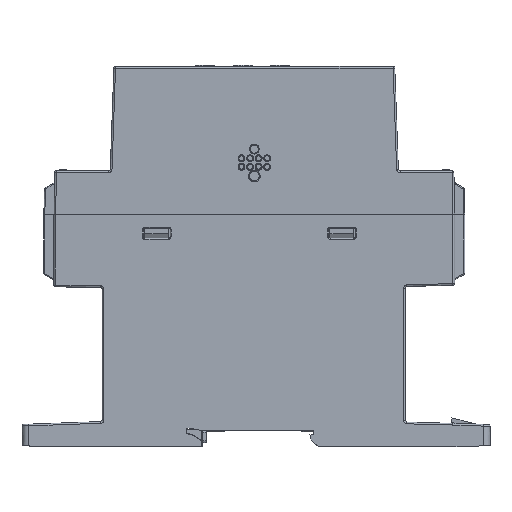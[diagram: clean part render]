
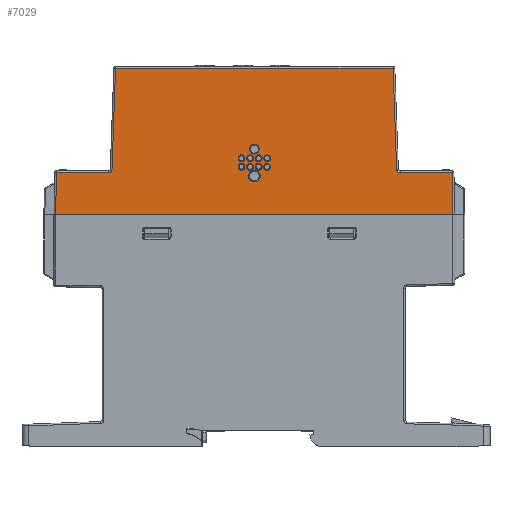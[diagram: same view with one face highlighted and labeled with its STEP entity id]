
A CAD part, left-side view. The second image highlights one B-rep face of the part: STEP entity #7029.
In plain terms, the highlighted planar face has unit normal (-1, 0, 0).
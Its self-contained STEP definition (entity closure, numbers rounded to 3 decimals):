
#911=FACE_BOUND('',#13542,.T.);
#912=FACE_BOUND('',#13543,.T.);
#913=FACE_BOUND('',#13544,.T.);
#914=FACE_BOUND('',#13545,.T.);
#915=FACE_BOUND('',#13546,.T.);
#916=FACE_BOUND('',#13547,.T.);
#917=FACE_BOUND('',#13548,.T.);
#918=FACE_BOUND('',#13549,.T.);
#919=FACE_BOUND('',#13550,.T.);
#920=FACE_BOUND('',#13551,.T.);
#921=FACE_BOUND('',#13552,.T.);
#7029=ADVANCED_FACE('',(#911,#912,#913,#914,#915,#916,#917,#918,#919,#920,
#921),#8329,.T.);
#8329=PLANE('',#62093);
#13542=EDGE_LOOP('',(#29560));
#13543=EDGE_LOOP('',(#29561));
#13544=EDGE_LOOP('',(#29562));
#13545=EDGE_LOOP('',(#29563));
#13546=EDGE_LOOP('',(#29564));
#13547=EDGE_LOOP('',(#29565));
#13548=EDGE_LOOP('',(#29566));
#13549=EDGE_LOOP('',(#29567));
#13550=EDGE_LOOP('',(#29568));
#13551=EDGE_LOOP('',(#29569));
#13552=EDGE_LOOP('',(#29570,#29571,#29572,#29573,#29574,#29575,#29576,#29577,
#29578,#29579));
#15781=CIRCLE('',#61183,1.);
#16051=CIRCLE('',#61919,1.48);
#16052=CIRCLE('',#61921,1.029);
#16053=CIRCLE('',#61923,1.029);
#16054=CIRCLE('',#61925,1.029);
#16055=CIRCLE('',#61927,1.028);
#16056=CIRCLE('',#61929,1.028);
#16057=CIRCLE('',#61931,1.727);
#16058=CIRCLE('',#61933,1.028);
#16059=CIRCLE('',#61935,1.028);
#16060=CIRCLE('',#61937,1.029);
#16109=CIRCLE('',#62085,1.);
#29560=ORIENTED_EDGE('',*,*,#45677,.T.);
#29561=ORIENTED_EDGE('',*,*,#45676,.T.);
#29562=ORIENTED_EDGE('',*,*,#45675,.T.);
#29563=ORIENTED_EDGE('',*,*,#45674,.T.);
#29564=ORIENTED_EDGE('',*,*,#45673,.T.);
#29565=ORIENTED_EDGE('',*,*,#45672,.T.);
#29566=ORIENTED_EDGE('',*,*,#45671,.T.);
#29567=ORIENTED_EDGE('',*,*,#45670,.T.);
#29568=ORIENTED_EDGE('',*,*,#45669,.T.);
#29569=ORIENTED_EDGE('',*,*,#45668,.T.);
#29570=ORIENTED_EDGE('',*,*,#44159,.T.);
#29571=ORIENTED_EDGE('',*,*,#44368,.T.);
#29572=ORIENTED_EDGE('',*,*,#45993,.T.);
#29573=ORIENTED_EDGE('',*,*,#45986,.T.);
#29574=ORIENTED_EDGE('',*,*,#45908,.T.);
#29575=ORIENTED_EDGE('',*,*,#44347,.T.);
#29576=ORIENTED_EDGE('',*,*,#44372,.T.);
#29577=ORIENTED_EDGE('',*,*,#44374,.T.);
#29578=ORIENTED_EDGE('',*,*,#44377,.T.);
#29579=ORIENTED_EDGE('',*,*,#44381,.T.);
#35888=VERTEX_POINT('',#97791);
#35889=VERTEX_POINT('',#97793);
#36034=VERTEX_POINT('',#98271);
#36035=VERTEX_POINT('',#98274);
#36055=VERTEX_POINT('',#98325);
#36057=VERTEX_POINT('',#98332);
#36059=VERTEX_POINT('',#98337);
#36061=VERTEX_POINT('',#98343);
#36906=VERTEX_POINT('',#103397);
#36907=VERTEX_POINT('',#103400);
#36908=VERTEX_POINT('',#103403);
#36909=VERTEX_POINT('',#103406);
#36910=VERTEX_POINT('',#103409);
#36911=VERTEX_POINT('',#103412);
#36912=VERTEX_POINT('',#103415);
#36913=VERTEX_POINT('',#103418);
#36914=VERTEX_POINT('',#103421);
#36915=VERTEX_POINT('',#103424);
#37063=VERTEX_POINT('',#104219);
#37136=VERTEX_POINT('',#104543);
#44159=EDGE_CURVE('',#35889,#35888,#50448,.T.);
#44347=EDGE_CURVE('',#36034,#36035,#50586,.T.);
#44368=EDGE_CURVE('',#35888,#36055,#50588,.T.);
#44372=EDGE_CURVE('',#36035,#36057,#50590,.T.);
#44374=EDGE_CURVE('',#36057,#36059,#15781,.T.);
#44377=EDGE_CURVE('',#36059,#36061,#50591,.T.);
#44381=EDGE_CURVE('',#36061,#35889,#50594,.T.);
#45668=EDGE_CURVE('',#36906,#36906,#16051,.T.);
#45669=EDGE_CURVE('',#36907,#36907,#16052,.T.);
#45670=EDGE_CURVE('',#36908,#36908,#16053,.T.);
#45671=EDGE_CURVE('',#36909,#36909,#16054,.T.);
#45672=EDGE_CURVE('',#36910,#36910,#16055,.T.);
#45673=EDGE_CURVE('',#36911,#36911,#16056,.T.);
#45674=EDGE_CURVE('',#36912,#36912,#16057,.T.);
#45675=EDGE_CURVE('',#36913,#36913,#16058,.T.);
#45676=EDGE_CURVE('',#36914,#36914,#16059,.T.);
#45677=EDGE_CURVE('',#36915,#36915,#16060,.T.);
#45908=EDGE_CURVE('',#37063,#36034,#51460,.T.);
#45986=EDGE_CURVE('',#37136,#37063,#16109,.T.);
#45993=EDGE_CURVE('',#36055,#37136,#51520,.T.);
#50448=LINE('',#97792,#55866);
#50586=LINE('',#98275,#56004);
#50588=LINE('',#98326,#56006);
#50590=LINE('',#98333,#56008);
#50591=LINE('',#98344,#56009);
#50594=LINE('',#98350,#56012);
#51460=LINE('',#104218,#56878);
#51520=LINE('',#104555,#56938);
#55866=VECTOR('',#74155,1.);
#56004=VECTOR('',#74459,1.);
#56006=VECTOR('',#74519,1.);
#56008=VECTOR('',#74527,1.);
#56009=VECTOR('',#74540,1.);
#56012=VECTOR('',#74547,1.);
#56878=VECTOR('',#77175,1.);
#56938=VECTOR('',#77281,1.);
#61183=AXIS2_PLACEMENT_3D('',#98338,#74532,#74533);
#61919=AXIS2_PLACEMENT_3D('',#103396,#76725,#76726);
#61921=AXIS2_PLACEMENT_3D('',#103399,#76729,#76730);
#61923=AXIS2_PLACEMENT_3D('',#103402,#76733,#76734);
#61925=AXIS2_PLACEMENT_3D('',#103405,#76737,#76738);
#61927=AXIS2_PLACEMENT_3D('',#103408,#76741,#76742);
#61929=AXIS2_PLACEMENT_3D('',#103411,#76745,#76746);
#61931=AXIS2_PLACEMENT_3D('',#103414,#76749,#76750);
#61933=AXIS2_PLACEMENT_3D('',#103417,#76753,#76754);
#61935=AXIS2_PLACEMENT_3D('',#103420,#76757,#76758);
#61937=AXIS2_PLACEMENT_3D('',#103423,#76761,#76762);
#62085=AXIS2_PLACEMENT_3D('',#104542,#77261,#77262);
#62093=AXIS2_PLACEMENT_3D('',#104556,#77282,#77283);
#74155=DIRECTION('',(0.,-1.,0.));
#74459=DIRECTION('',(0.,1.,0.));
#74519=DIRECTION('',(0.,0.017,1.));
#74527=DIRECTION('',(0.,0.035,-0.999));
#74532=DIRECTION('',(1.,0.,0.));
#74533=DIRECTION('',(0.,0.,1.));
#74540=DIRECTION('',(0.,1.,0.));
#74547=DIRECTION('',(0.,0.017,-1.));
#76725=DIRECTION('',(1.,0.,0.));
#76726=DIRECTION('',(0.,0.,1.));
#76729=DIRECTION('',(1.,0.,0.));
#76730=DIRECTION('',(0.,0.,1.));
#76733=DIRECTION('',(1.,0.,0.));
#76734=DIRECTION('',(0.,0.,1.));
#76737=DIRECTION('',(1.,0.,0.));
#76738=DIRECTION('',(0.,0.,1.));
#76741=DIRECTION('',(1.,0.,0.));
#76742=DIRECTION('',(0.,0.,1.));
#76745=DIRECTION('',(1.,0.,0.));
#76746=DIRECTION('',(0.,0.,1.));
#76749=DIRECTION('',(1.,0.,0.));
#76750=DIRECTION('',(0.,0.,1.));
#76753=DIRECTION('',(1.,0.,0.));
#76754=DIRECTION('',(0.,0.,1.));
#76757=DIRECTION('',(1.,0.,0.));
#76758=DIRECTION('',(0.,0.,1.));
#76761=DIRECTION('',(1.,0.,0.));
#76762=DIRECTION('',(0.,0.,1.));
#77175=DIRECTION('',(0.,0.035,0.999));
#77261=DIRECTION('',(1.,0.,0.));
#77262=DIRECTION('',(0.,0.,1.));
#77281=DIRECTION('',(0.,1.,0.));
#77282=DIRECTION('',(-1.,0.,0.));
#77283=DIRECTION('',(0.,0.,-1.));
#97791=CARTESIAN_POINT('',(-19.9,-59.,14.914));
#97792=CARTESIAN_POINT('',(-19.9,-0.15,14.914));
#97793=CARTESIAN_POINT('',(-19.9,59.,14.914));
#98271=CARTESIAN_POINT('',(-19.9,-41.224,58.414));
#98274=CARTESIAN_POINT('',(-19.9,41.224,58.414));
#98275=CARTESIAN_POINT('',(-19.9,-0.15,58.414));
#98325=CARTESIAN_POINT('',(-19.9,-58.782,27.409));
#98326=CARTESIAN_POINT('',(-19.9,-58.912,19.942));
#98332=CARTESIAN_POINT('',(-19.9,42.273,28.374));
#98333=CARTESIAN_POINT('',(-19.9,42.552,20.395));
#98337=CARTESIAN_POINT('',(-19.9,43.273,27.409));
#98338=CARTESIAN_POINT('',(-19.9,43.273,28.409));
#98343=CARTESIAN_POINT('',(-19.9,58.782,27.409));
#98344=CARTESIAN_POINT('',(-19.9,-0.15,27.409));
#98350=CARTESIAN_POINT('',(-19.9,58.912,19.942));
#103396=CARTESIAN_POINT('',(-19.9,0.,34.371));
#103397=CARTESIAN_POINT('',(-19.9,0.,35.85));
#103399=CARTESIAN_POINT('',(-19.9,1.27,31.641));
#103400=CARTESIAN_POINT('',(-19.9,1.27,32.67));
#103402=CARTESIAN_POINT('',(-19.9,-1.27,31.641));
#103403=CARTESIAN_POINT('',(-19.9,-1.27,32.67));
#103405=CARTESIAN_POINT('',(-19.9,-3.81,31.641));
#103406=CARTESIAN_POINT('',(-19.9,-3.81,32.67));
#103408=CARTESIAN_POINT('',(-19.9,-3.81,29.095));
#103409=CARTESIAN_POINT('',(-19.9,-3.81,30.124));
#103411=CARTESIAN_POINT('',(-19.9,-1.27,29.101));
#103412=CARTESIAN_POINT('',(-19.9,-1.27,30.129));
#103414=CARTESIAN_POINT('',(-19.9,-0.007,26.371));
#103415=CARTESIAN_POINT('',(-19.9,-0.007,28.098));
#103417=CARTESIAN_POINT('',(-19.9,1.27,29.095));
#103418=CARTESIAN_POINT('',(-19.9,1.27,30.124));
#103420=CARTESIAN_POINT('',(-19.9,3.81,29.095));
#103421=CARTESIAN_POINT('',(-19.9,3.81,30.124));
#103423=CARTESIAN_POINT('',(-19.9,3.81,31.627));
#103424=CARTESIAN_POINT('',(-19.9,3.81,32.656));
#104218=CARTESIAN_POINT('',(-19.9,-42.552,20.395));
#104219=CARTESIAN_POINT('',(-19.9,-42.273,28.374));
#104542=CARTESIAN_POINT('',(-19.9,-43.273,28.409));
#104543=CARTESIAN_POINT('',(-19.9,-43.273,27.409));
#104555=CARTESIAN_POINT('',(-19.9,-0.15,27.409));
#104556=CARTESIAN_POINT('',(-19.9,-0.15,18.914));
